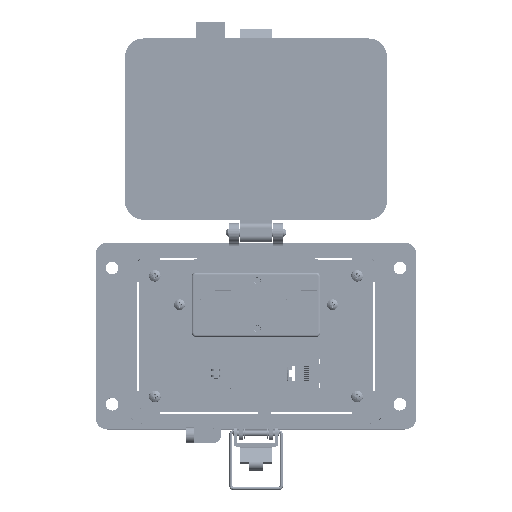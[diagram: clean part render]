
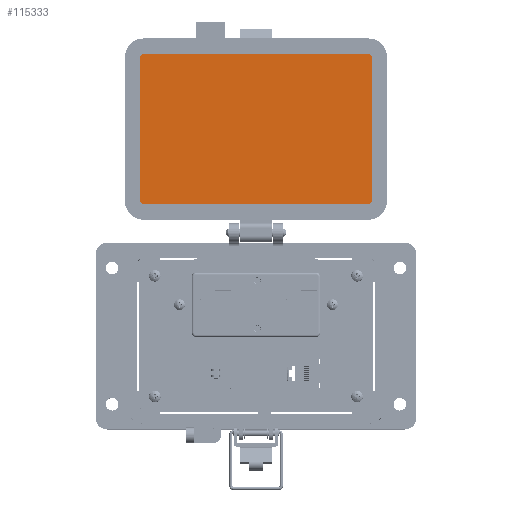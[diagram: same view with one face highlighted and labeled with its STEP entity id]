
A CAD part, top view. The second image highlights one B-rep face of the part: STEP entity #115333.
In plain terms, the highlighted planar face has unit normal (0, 0, 1).
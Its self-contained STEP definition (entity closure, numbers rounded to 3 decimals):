
#1288 = VECTOR ( 'NONE', #143792, 1000. ) ;
#4303 = CIRCLE ( 'NONE', #12172, 1.785 ) ;
#12172 = AXIS2_PLACEMENT_3D ( 'NONE', #66904, #176735, #65685 ) ;
#15123 = VECTOR ( 'NONE', #42796, 1000. ) ;
#18448 = AXIS2_PLACEMENT_3D ( 'NONE', #189229, #191638, #121748 ) ;
#28155 = DIRECTION ( 'NONE',  ( 0., 0., -1. ) ) ;
#29192 = CIRCLE ( 'NONE', #134340, 1.785 ) ;
#29978 = AXIS2_PLACEMENT_3D ( 'NONE', #45235, #178120, #233010 ) ;
#30721 = CARTESIAN_POINT ( 'NONE',  ( -59.505, 69.55, 8.694 ) ) ;
#35131 = CARTESIAN_POINT ( 'NONE',  ( -57.72, 67.765, 8.694 ) ) ;
#35649 = EDGE_CURVE ( 'NONE', #147857, #70246, #83712, .T. ) ;
#35887 = DIRECTION ( 'NONE',  ( 0., -1., 0. ) ) ;
#37827 = CARTESIAN_POINT ( 'NONE',  ( -57.72, 69.55, 8.694 ) ) ;
#42796 = DIRECTION ( 'NONE',  ( 1., 0., 0. ) ) ;
#45235 = CARTESIAN_POINT ( 'NONE',  ( -57.72, 143.334, 8.694 ) ) ;
#45441 = EDGE_CURVE ( 'NONE', #70246, #89481, #183174, .T. ) ;
#53017 = CARTESIAN_POINT ( 'NONE',  ( 59.502, 69.55, 8.694 ) ) ;
#55497 = EDGE_LOOP ( 'NONE', ( #134703, #73912, #201350, #66778, #63283, #153863, #180257, #206540 ) ) ;
#56692 = EDGE_CURVE ( 'NONE', #71383, #147857, #29192, .T. ) ;
#62294 = LINE ( 'NONE', #177808, #15123 ) ;
#63283 = ORIENTED_EDGE ( 'NONE', *, *, #56692, .F. ) ;
#65367 = DIRECTION ( 'NONE',  ( -1., 0., 0. ) ) ;
#65685 = DIRECTION ( 'NONE',  ( 0., -1., 0. ) ) ;
#66778 = ORIENTED_EDGE ( 'NONE', *, *, #35649, .F. ) ;
#66904 = CARTESIAN_POINT ( 'NONE',  ( 57.717, 143.334, 8.694 ) ) ;
#70091 = EDGE_CURVE ( 'NONE', #141114, #220136, #4303, .T. ) ;
#70246 = VERTEX_POINT ( 'NONE', #35131 ) ;
#71383 = VERTEX_POINT ( 'NONE', #106465 ) ;
#73912 = ORIENTED_EDGE ( 'NONE', *, *, #89523, .F. ) ;
#83712 = LINE ( 'NONE', #158104, #188030 ) ;
#89481 = VERTEX_POINT ( 'NONE', #30721 ) ;
#89523 = EDGE_CURVE ( 'NONE', #89481, #192706, #120694, .T. ) ;
#105169 = AXIS2_PLACEMENT_3D ( 'NONE', #37827, #223245, #109818 ) ;
#105453 = LINE ( 'NONE', #53017, #213950 ) ;
#106465 = CARTESIAN_POINT ( 'NONE',  ( 59.502, 69.55, 8.694 ) ) ;
#109026 = CARTESIAN_POINT ( 'NONE',  ( 59.502, 143.334, 8.694 ) ) ;
#109818 = DIRECTION ( 'NONE',  ( 0., -1., 0. ) ) ;
#110992 = DIRECTION ( 'NONE',  ( 0., -1., 0. ) ) ;
#114231 = EDGE_CURVE ( 'NONE', #192706, #129750, #228653, .T. ) ;
#115333 = ADVANCED_FACE ( 'NONE', ( #232745 ), #207571, .T. ) ;
#120694 = LINE ( 'NONE', #217047, #1288 ) ;
#121748 = DIRECTION ( 'NONE',  ( 0., -1., 0. ) ) ;
#129750 = VERTEX_POINT ( 'NONE', #234058 ) ;
#134340 = AXIS2_PLACEMENT_3D ( 'NONE', #196496, #28155, #110992 ) ;
#134703 = ORIENTED_EDGE ( 'NONE', *, *, #114231, .F. ) ;
#141114 = VERTEX_POINT ( 'NONE', #218836 ) ;
#143792 = DIRECTION ( 'NONE',  ( 0., 1., 0. ) ) ;
#146179 = CARTESIAN_POINT ( 'NONE',  ( -59.505, 143.334, 8.694 ) ) ;
#147857 = VERTEX_POINT ( 'NONE', #151975 ) ;
#150657 = EDGE_CURVE ( 'NONE', #129750, #141114, #62294, .T. ) ;
#151975 = CARTESIAN_POINT ( 'NONE',  ( 57.717, 67.765, 8.694 ) ) ;
#153863 = ORIENTED_EDGE ( 'NONE', *, *, #183049, .F. ) ;
#158104 = CARTESIAN_POINT ( 'NONE',  ( -57.72, 67.765, 8.694 ) ) ;
#176735 = DIRECTION ( 'NONE',  ( 0., 0., -1. ) ) ;
#177808 = CARTESIAN_POINT ( 'NONE',  ( 57.717, 145.119, 8.694 ) ) ;
#178120 = DIRECTION ( 'NONE',  ( 0., 0., -1. ) ) ;
#180257 = ORIENTED_EDGE ( 'NONE', *, *, #70091, .F. ) ;
#183049 = EDGE_CURVE ( 'NONE', #220136, #71383, #105453, .T. ) ;
#183174 = CIRCLE ( 'NONE', #105169, 1.785 ) ;
#188030 = VECTOR ( 'NONE', #65367, 1000. ) ;
#189229 = CARTESIAN_POINT ( 'NONE',  ( -30.745, 145.119, 8.694 ) ) ;
#191638 = DIRECTION ( 'NONE',  ( 0., 0., 1. ) ) ;
#192706 = VERTEX_POINT ( 'NONE', #146179 ) ;
#196496 = CARTESIAN_POINT ( 'NONE',  ( 57.717, 69.55, 8.694 ) ) ;
#201350 = ORIENTED_EDGE ( 'NONE', *, *, #45441, .F. ) ;
#206540 = ORIENTED_EDGE ( 'NONE', *, *, #150657, .F. ) ;
#207571 = PLANE ( 'NONE',  #18448 ) ;
#213950 = VECTOR ( 'NONE', #35887, 1000. ) ;
#217047 = CARTESIAN_POINT ( 'NONE',  ( -59.505, 143.334, 8.694 ) ) ;
#218836 = CARTESIAN_POINT ( 'NONE',  ( 57.717, 145.119, 8.694 ) ) ;
#220136 = VERTEX_POINT ( 'NONE', #109026 ) ;
#223245 = DIRECTION ( 'NONE',  ( 0., 0., -1. ) ) ;
#228653 = CIRCLE ( 'NONE', #29978, 1.785 ) ;
#232745 = FACE_OUTER_BOUND ( 'NONE', #55497, .T. ) ;
#233010 = DIRECTION ( 'NONE',  ( 0., -1., 0. ) ) ;
#234058 = CARTESIAN_POINT ( 'NONE',  ( -57.72, 145.119, 8.694 ) ) ;
